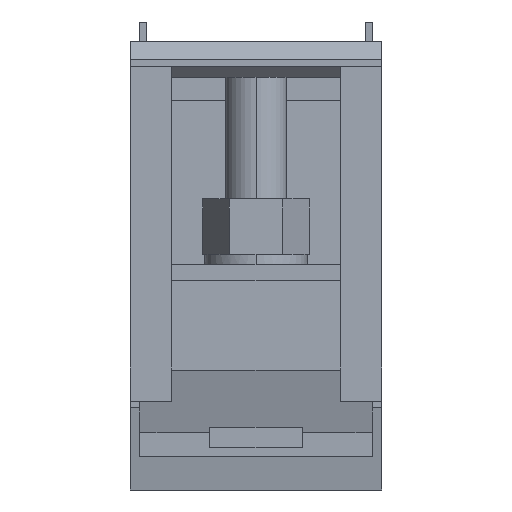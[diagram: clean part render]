
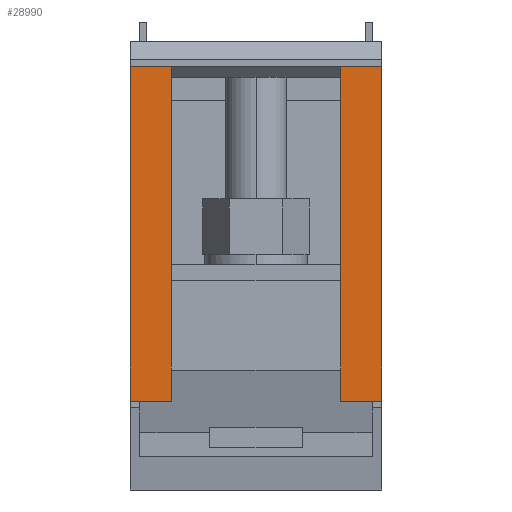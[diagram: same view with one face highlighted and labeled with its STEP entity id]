
A CAD part, front view. The second image highlights one B-rep face of the part: STEP entity #28990.
In plain terms, the highlighted face is planar.
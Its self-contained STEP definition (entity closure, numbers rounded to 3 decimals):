
#26070=CARTESIAN_POINT('',(292.299,-178.4,
107.65));
#26080=VERTEX_POINT('',#26070);
#26110=CARTESIAN_POINT('',(292.299,0.,
107.65));
#26120=DIRECTION('',(0.,-1.,0.));
#26130=VECTOR('',#26120,1.);
#26140=LINE('',#26110,#26130);
#26150=CARTESIAN_POINT('',(292.299,-243.4,
107.65));
#26160=VERTEX_POINT('',#26150);
#26170=EDGE_CURVE('',#26080,#26160,#26140,.T.);
#28110=CARTESIAN_POINT('',(292.299,-243.4,0.));
#28120=DIRECTION('',(0.,0.,1.));
#28130=VECTOR('',#28120,1.);
#28140=LINE('',#28110,#28130);
#28150=CARTESIAN_POINT('',(292.299,-243.4,
58.65));
#28160=VERTEX_POINT('',#28150);
#28170=EDGE_CURVE('',#28160,#26160,#28140,.T.);
#28440=CARTESIAN_POINT('',(292.299,-211.4,
103.35));
#28450=DIRECTION('',(1.,0.,0.));
#28460=DIRECTION('',(0.,0.,1.));
#28470=AXIS2_PLACEMENT_3D('',#28440,#28450,#28460);
#28480=PLANE('',#28470);
#28490=CARTESIAN_POINT('',(292.299,-178.4,0.));
#28500=DIRECTION('',(0.,0.,1.));
#28510=VECTOR('',#28500,1.);
#28520=LINE('',#28490,#28510);
#28530=CARTESIAN_POINT('',(292.299,-178.4,
58.65));
#28540=VERTEX_POINT('',#28530);
#28550=CARTESIAN_POINT('',(292.299,-178.4,
66.65));
#28560=VERTEX_POINT('',#28550);
#28570=EDGE_CURVE('',#28540,#28560,#28520,.T.);
#28580=ORIENTED_EDGE('',*,*,#28570,.T.);
#28590=CARTESIAN_POINT('',(292.299,0.,58.65));
#28600=DIRECTION('',(0.,1.,0.));
#28610=VECTOR('',#28600,1.);
#28620=LINE('',#28590,#28610);
#28630=EDGE_CURVE('',#28160,#28540,#28620,.T.);
#28640=ORIENTED_EDGE('',*,*,#28630,.T.);
#28650=ORIENTED_EDGE('',*,*,#28170,.F.);
#28660=ORIENTED_EDGE('',*,*,#26170,.T.);
#28670=CARTESIAN_POINT('',(292.299,-178.4,0.));
#28680=DIRECTION('',(0.,0.,1.));
#28690=VECTOR('',#28680,1.);
#28700=LINE('',#28670,#28690);
#28710=CARTESIAN_POINT('',(292.299,-178.4,
99.65));
#28720=VERTEX_POINT('',#28710);
#28730=EDGE_CURVE('',#28720,#26080,#28700,.T.);
#28740=ORIENTED_EDGE('',*,*,#28730,.T.);
#28750=CARTESIAN_POINT('',(292.299,0.,99.65));
#28760=DIRECTION('',(0.,-1.,0.));
#28770=VECTOR('',#28760,1.);
#28780=LINE('',#28750,#28770);
#28790=CARTESIAN_POINT('',(292.299,-243.4,
99.65));
#28800=VERTEX_POINT('',#28790);
#28810=EDGE_CURVE('',#28720,#28800,#28780,.T.);
#28820=ORIENTED_EDGE('',*,*,#28810,.F.);
#28830=CARTESIAN_POINT('',(292.299,-243.4,
81.6));
#28840=DIRECTION('',(0.,0.,1.));
#28850=VECTOR('',#28840,1.);
#28860=LINE('',#28830,#28850);
#28870=CARTESIAN_POINT('',(292.299,-243.4,
66.65));
#28880=VERTEX_POINT('',#28870);
#28890=EDGE_CURVE('',#28880,#28800,#28860,.T.);
#28900=ORIENTED_EDGE('',*,*,#28890,.T.);
#28910=CARTESIAN_POINT('',(292.299,0.,66.65));
#28920=DIRECTION('',(0.,-1.,0.));
#28930=VECTOR('',#28920,1.);
#28940=LINE('',#28910,#28930);
#28950=EDGE_CURVE('',#28560,#28880,#28940,.T.);
#28960=ORIENTED_EDGE('',*,*,#28950,.T.);
#28970=EDGE_LOOP('',(#28960,#28900,#28820,#28740,#28660,#28650,#28640,
#28580));
#28980=FACE_OUTER_BOUND('',#28970,.T.);
#28990=ADVANCED_FACE('',(#28980),#28480,.T.);
